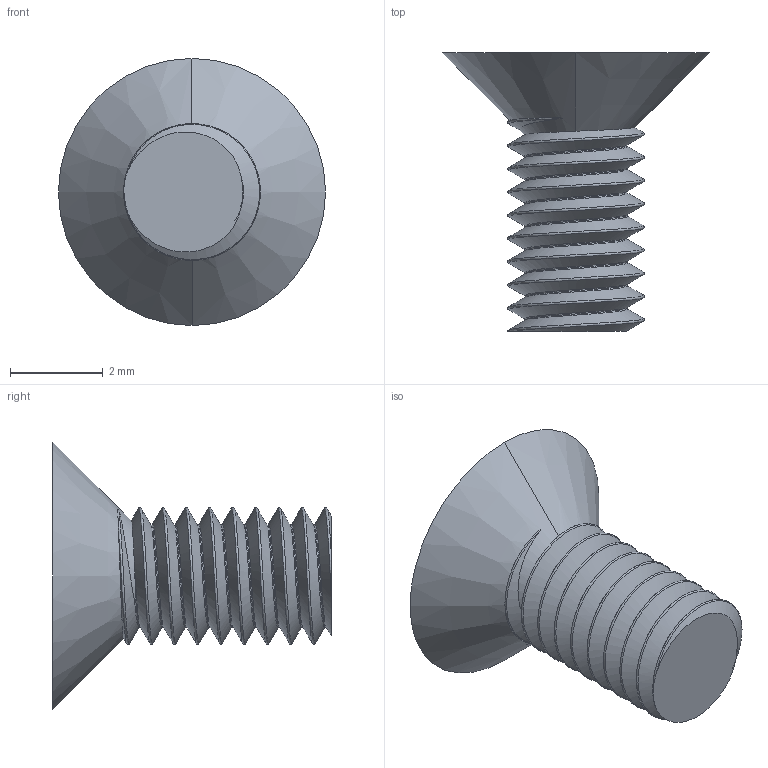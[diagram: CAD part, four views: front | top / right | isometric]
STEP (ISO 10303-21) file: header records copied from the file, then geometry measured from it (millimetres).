
FILE_DESCRIPTION(('STEP AP203'),'1');
FILE_NAME('00100100864.stp','2021-07-04T14:59:52',('TraceParts'),('TraceParts S.A.'),'Spatial InterOp 3D',' ',' ');
FILE_SCHEMA(('CONFIG_CONTROL_DESIGN'));
Length unit declared in the file: millimetre
Products named in the file (1): 1
Bounding box: 5.75 x 6 x 5.75 mm (x, y, z)
Volume: 40.5 mm3; surface area: 136 mm2
Topology: 1 solids, 1 shells, 46 faces, 121 edges, 74 vertices
Faces by surface type: plane 15, cylinder 14, bspline 9, cone 8
Entity records: 5948 total; most frequent: CARTESIAN_POINT 4866, ORIENTED_EDGE 234, DIRECTION 198, EDGE_CURVE 117, AXIS2_PLACEMENT_3D 76, VERTEX_POINT 74, EDGE_LOOP 47, ADVANCED_FACE 46
